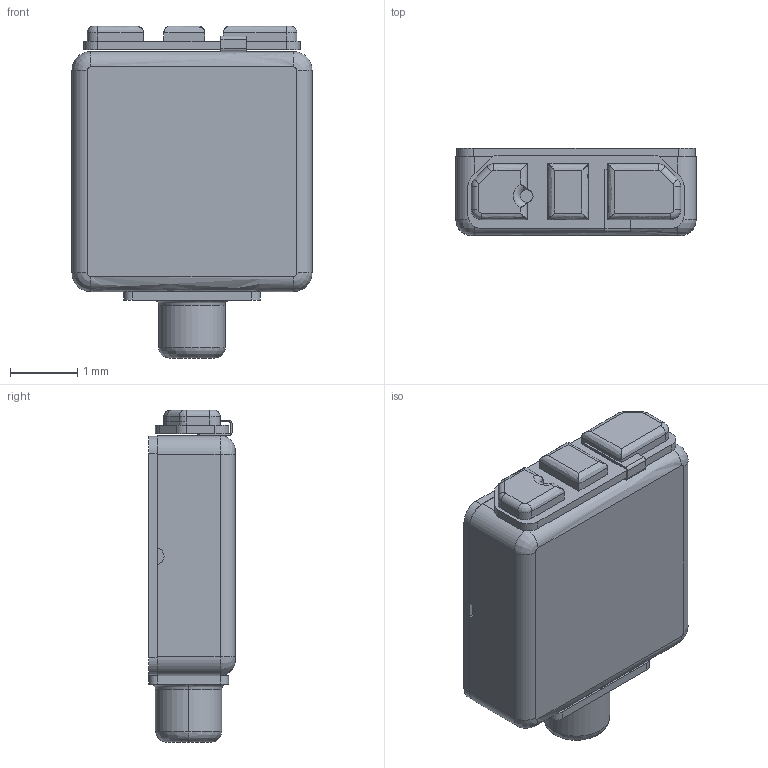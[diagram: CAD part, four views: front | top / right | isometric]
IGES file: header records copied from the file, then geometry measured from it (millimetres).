
Start section:  PTC IGES file: to-30031-000_sw.igs
Global section: file name: to-30031-000_sw.igs; native system: Pro/ENGINEER by Parametric Technology Corporation; preprocessor: 2005070; author: KESvis1; organization: Unknown; date: 060630.133750; units: inch
Bounding box: 3.58 x 1.3 x 4.95 mm (x, y, z)
Surface area: 94.6 mm2 (no closed solid volume)
Topology: 0 solids, 0 shells, 218 faces, 1066 edges, 1066 vertices
Faces by surface type: bspline 111, revolution 107
